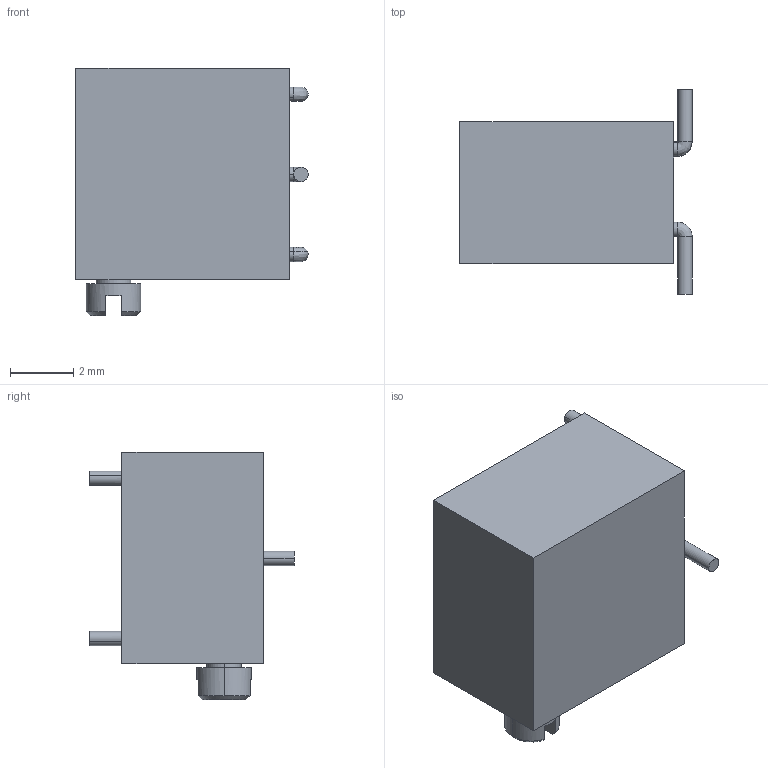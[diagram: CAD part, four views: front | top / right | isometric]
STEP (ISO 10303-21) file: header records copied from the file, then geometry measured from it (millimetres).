
FILE_DESCRIPTION((''),'2;1');
FILE_NAME('_3269X001','2012-10-25T',('stevec'),('Bourns, Inc.'),'PRO/ENGINEER BY PARAMETRIC TECHNOLOGY CORPORATION, 2012230','PRO/ENGINEER BY PARAMETRIC TECHNOLOGY CORPORATION, 2012230','');
FILE_SCHEMA(('CONFIG_CONTROL_DESIGN'));
Length unit declared in the file: inch
Products named in the file (1): _3269X001
Bounding box: 7.37 x 6.48 x 7.85 mm (x, y, z)
Volume: 207 mm3; surface area: 246.5 mm2
Topology: 1 solids, 5 shells, 85 faces, 207 edges, 127 vertices
Faces by surface type: plane 41, cylinder 23, torus 11, bspline 6, cone 4
Entity records: 2663 total; most frequent: CARTESIAN_POINT 659, DIRECTION 419, ORIENTED_EDGE 402, EDGE_CURVE 201, AXIS2_PLACEMENT_3D 161, VERTEX_POINT 127, VECTOR 97, LINE 97
